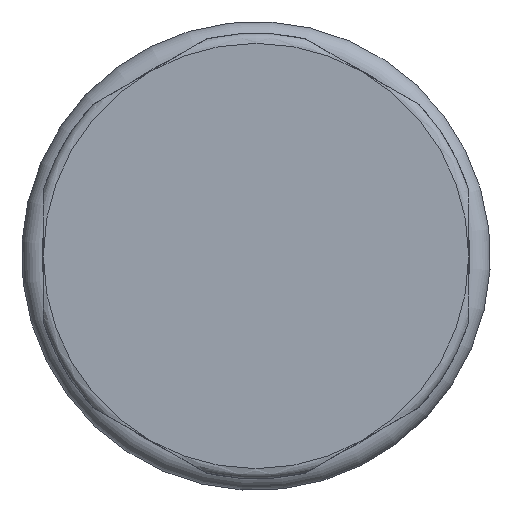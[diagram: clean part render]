
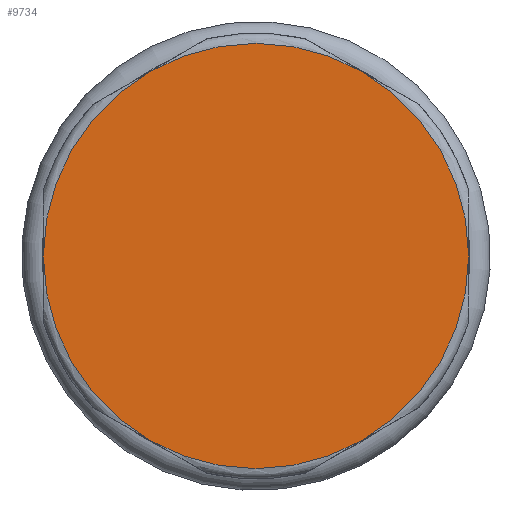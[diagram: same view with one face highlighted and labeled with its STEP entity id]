
A CAD part, left-side view. The second image highlights one B-rep face of the part: STEP entity #9734.
In plain terms, the highlighted planar face has unit normal (-1, 0, 0).
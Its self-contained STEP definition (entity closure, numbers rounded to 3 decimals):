
#488=CIRCLE('',#10136,10.5);
#489=CIRCLE('',#10137,10.5);
#490=CIRCLE('',#10138,10.5);
#491=CIRCLE('',#10139,10.5);
#492=CIRCLE('',#10140,10.5);
#493=CIRCLE('',#10141,10.5);
#1738=PLANE('',#10135);
#2222=FACE_OUTER_BOUND('',#2781,.T.);
#2781=EDGE_LOOP('',(#8440,#8441,#8442,#8443,#8444,#8445));
#4387=VERTEX_POINT('',#73423);
#4388=VERTEX_POINT('',#73424);
#4389=VERTEX_POINT('',#73426);
#4390=VERTEX_POINT('',#73428);
#4391=VERTEX_POINT('',#73430);
#4392=VERTEX_POINT('',#73432);
#5749=EDGE_CURVE('',#4387,#4388,#488,.T.);
#5750=EDGE_CURVE('',#4389,#4387,#489,.T.);
#5751=EDGE_CURVE('',#4390,#4389,#490,.T.);
#5752=EDGE_CURVE('',#4391,#4390,#491,.T.);
#5753=EDGE_CURVE('',#4392,#4391,#492,.T.);
#5754=EDGE_CURVE('',#4388,#4392,#493,.T.);
#8440=ORIENTED_EDGE('',*,*,#5749,.F.);
#8441=ORIENTED_EDGE('',*,*,#5750,.F.);
#8442=ORIENTED_EDGE('',*,*,#5751,.F.);
#8443=ORIENTED_EDGE('',*,*,#5752,.F.);
#8444=ORIENTED_EDGE('',*,*,#5753,.F.);
#8445=ORIENTED_EDGE('',*,*,#5754,.F.);
#9734=ADVANCED_FACE('',(#2222),#1738,.T.);
#10135=AXIS2_PLACEMENT_3D('',#73422,#11392,#11393);
#10136=AXIS2_PLACEMENT_3D('',#73425,#11394,#11395);
#10137=AXIS2_PLACEMENT_3D('',#73427,#11396,#11397);
#10138=AXIS2_PLACEMENT_3D('',#73429,#11398,#11399);
#10139=AXIS2_PLACEMENT_3D('',#73431,#11400,#11401);
#10140=AXIS2_PLACEMENT_3D('',#73433,#11402,#11403);
#10141=AXIS2_PLACEMENT_3D('',#73434,#11404,#11405);
#11392=DIRECTION('center_axis',(-1.,0.,0.));
#11393=DIRECTION('ref_axis',(0.,0.,1.));
#11394=DIRECTION('center_axis',(1.,0.,0.));
#11395=DIRECTION('ref_axis',(0.,-1.,0.));
#11396=DIRECTION('center_axis',(1.,0.,0.));
#11397=DIRECTION('ref_axis',(0.,-1.,0.));
#11398=DIRECTION('center_axis',(1.,0.,0.));
#11399=DIRECTION('ref_axis',(0.,-1.,0.));
#11400=DIRECTION('center_axis',(1.,0.,0.));
#11401=DIRECTION('ref_axis',(0.,-1.,0.));
#11402=DIRECTION('center_axis',(1.,0.,0.));
#11403=DIRECTION('ref_axis',(0.,-1.,0.));
#11404=DIRECTION('center_axis',(1.,0.,0.));
#11405=DIRECTION('ref_axis',(0.,-1.,0.));
#73422=CARTESIAN_POINT('Origin',(0.,8.975,0.));
#73423=CARTESIAN_POINT('',(0.,10.5,0.));
#73424=CARTESIAN_POINT('',(0.,5.25,9.093));
#73425=CARTESIAN_POINT('Origin',(0.,0.,0.));
#73426=CARTESIAN_POINT('',(0.,5.25,-9.093));
#73427=CARTESIAN_POINT('Origin',(0.,0.,0.));
#73428=CARTESIAN_POINT('',(0.,-5.25,-9.093));
#73429=CARTESIAN_POINT('Origin',(0.,0.,0.));
#73430=CARTESIAN_POINT('',(0.,-10.5,0.));
#73431=CARTESIAN_POINT('Origin',(0.,0.,0.));
#73432=CARTESIAN_POINT('',(0.,-5.25,9.093));
#73433=CARTESIAN_POINT('Origin',(0.,0.,0.));
#73434=CARTESIAN_POINT('Origin',(0.,0.,0.));
